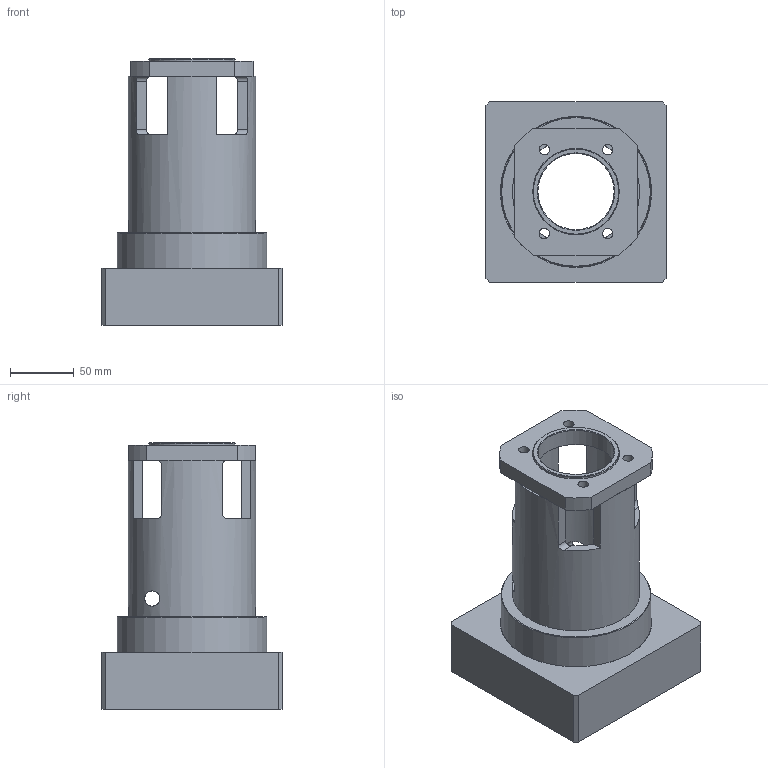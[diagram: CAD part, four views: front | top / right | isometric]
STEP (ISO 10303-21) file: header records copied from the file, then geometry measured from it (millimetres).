
FILE_DESCRIPTION(/* description */ (''),/* implementation_level */ '2;1');
FILE_NAME(/* name */ 'VK CTJ200 142 X 142 GESM3845.stp',/* time_stamp */ '2015-08-31T14:23:54+01:00',/* author */ ('Hypex'),/* organization */ ('Hypex'),/* preprocessor_version */ 'ST-DEVELOPER v15.2',/* originating_system */ 'Autodesk Inventor 2014',/* authorisation */ '');
FILE_SCHEMA (('AUTOMOTIVE_DESIGN { 1 0 10303 214 3 1 1 }'));
Length unit declared in the file: millimetre
Products named in the file (1): VK CTJ200 142 X 142 GESM3845
Bounding box: 142 x 142 x 210 mm (x, y, z)
Volume: 1074076.9 mm3; surface area: 170297.9 mm2
Topology: 1 solids, 6 shells, 77 faces, 210 edges, 136 vertices
Faces by surface type: plane 37, cylinder 29, cone 11
Full cylindrical faces by diameter (mm): 6.647 x4, 8.2 x4, 12 x2, 60 x1, 68 x1, 86 x2, 100 x1, 118 x2
Entity records: 2579 total; most frequent: CARTESIAN_POINT 664, DIRECTION 370, ORIENTED_EDGE 340, EDGE_CURVE 170, AXIS2_PLACEMENT_3D 142, VERTEX_POINT 124, EDGE_LOOP 120, LINE 86
